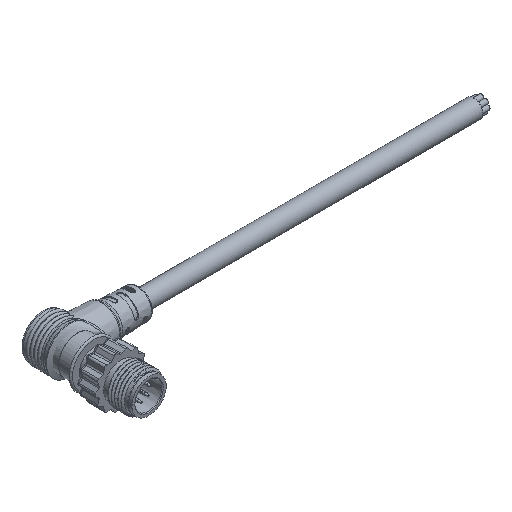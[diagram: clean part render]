
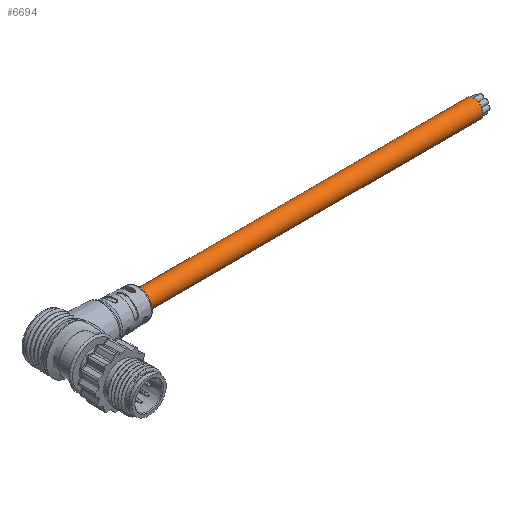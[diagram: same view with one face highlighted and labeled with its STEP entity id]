
A CAD part, isometric view. The second image highlights one B-rep face of the part: STEP entity #6694.
In plain terms, the highlighted cylindrical face has radius 2.75 mm (diameter 5.5 mm), a full revolution.
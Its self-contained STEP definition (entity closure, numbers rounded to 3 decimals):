
#2941=ORIENTED_EDGE('',*,*,#3984,.T.);
#2942=ORIENTED_EDGE('',*,*,#3976,.F.);
#3976=EDGE_CURVE('',#4660,#4660,#4946,.T.);
#3984=EDGE_CURVE('',#4668,#4668,#4954,.T.);
#4660=VERTEX_POINT('',#17614);
#4668=VERTEX_POINT('',#17638);
#4946=CIRCLE('',#7717,2.75);
#4954=CIRCLE('',#7733,2.75);
#5467=EDGE_LOOP('',(#2941));
#5468=EDGE_LOOP('',(#2942));
#6055=FACE_BOUND('',#5467,.T.);
#6056=FACE_BOUND('',#5468,.T.);
#6315=CYLINDRICAL_SURFACE('',#7732,2.75);
#6694=ADVANCED_FACE('',(#6055,#6056),#6315,.T.);
#7717=AXIS2_PLACEMENT_3D('',#17613,#9139,#9140);
#7732=AXIS2_PLACEMENT_3D('',#17636,#9169,#9170);
#7733=AXIS2_PLACEMENT_3D('',#17637,#9171,#9172);
#9139=DIRECTION('',(0.,0.,-1.));
#9140=DIRECTION('',(1.,0.,0.));
#9169=DIRECTION('',(0.,0.,-1.));
#9170=DIRECTION('',(-1.,0.,0.));
#9171=DIRECTION('',(0.,0.,-1.));
#9172=DIRECTION('',(1.,0.,0.));
#17613=CARTESIAN_POINT('',(0.,0.,-60.));
#17614=CARTESIAN_POINT('',(2.75,0.,-60.));
#17636=CARTESIAN_POINT('',(0.,0.,60.));
#17637=CARTESIAN_POINT('',(0.,0.,60.));
#17638=CARTESIAN_POINT('',(2.75,0.,60.));
